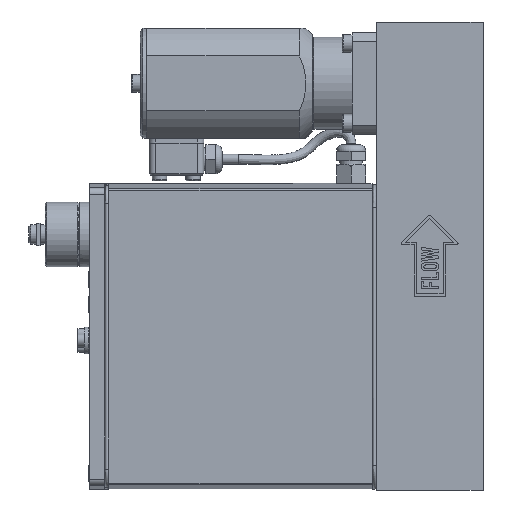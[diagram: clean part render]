
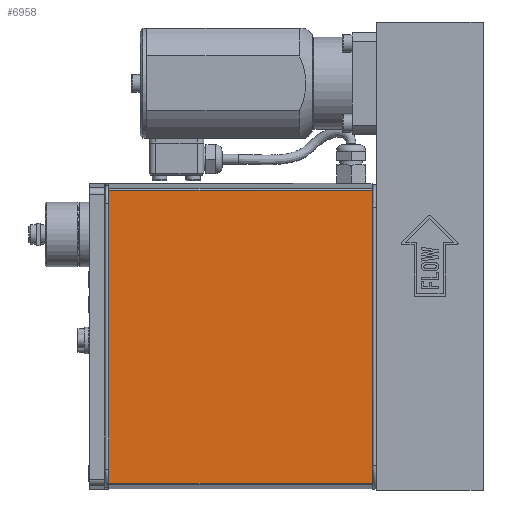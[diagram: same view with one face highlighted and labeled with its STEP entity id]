
A CAD part, left-side view. The second image highlights one B-rep face of the part: STEP entity #6958.
In plain terms, the highlighted planar face has unit normal (-1, 0, 0).
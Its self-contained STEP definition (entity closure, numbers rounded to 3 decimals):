
#535=PLANE('',#7410);
#878=FACE_OUTER_BOUND('',#1276,.T.);
#1276=EDGE_LOOP('',(#5030,#5031,#5032,#5033));
#1739=LINE('',#10193,#2317);
#1742=LINE('',#10291,#2320);
#1752=LINE('',#10411,#2330);
#1753=LINE('',#10412,#2331);
#2317=VECTOR('',#8198,10.);
#2320=VECTOR('',#8231,10.);
#2330=VECTOR('',#8251,10.);
#2331=VECTOR('',#8252,10.);
#3227=VERTEX_POINT('',#10190);
#3228=VERTEX_POINT('',#10192);
#3247=VERTEX_POINT('',#10288);
#3248=VERTEX_POINT('',#10290);
#3931=EDGE_CURVE('',#3227,#3228,#1739,.T.);
#3951=EDGE_CURVE('',#3248,#3247,#1742,.T.);
#3970=EDGE_CURVE('',#3248,#3227,#1752,.T.);
#3971=EDGE_CURVE('',#3228,#3247,#1753,.T.);
#5030=ORIENTED_EDGE('',*,*,#3970,.F.);
#5031=ORIENTED_EDGE('',*,*,#3951,.T.);
#5032=ORIENTED_EDGE('',*,*,#3971,.F.);
#5033=ORIENTED_EDGE('',*,*,#3931,.F.);
#6958=ADVANCED_FACE('',(#878),#535,.T.);
#7410=AXIS2_PLACEMENT_3D('',#10410,#8249,#8250);
#8198=DIRECTION('',(0.,0.,1.));
#8231=DIRECTION('',(0.,0.,1.));
#8249=DIRECTION('center_axis',(-1.,0.,0.));
#8250=DIRECTION('ref_axis',(0.,-1.,0.));
#8251=DIRECTION('',(0.,1.,0.));
#8252=DIRECTION('',(0.,-1.,0.));
#10190=CARTESIAN_POINT('',(-17.,111.4,-92.873));
#10192=CARTESIAN_POINT('',(-17.,111.4,-2.127));
#10193=CARTESIAN_POINT('',(-17.,111.4,-1.717));
#10288=CARTESIAN_POINT('',(-17.,29.9,-2.127));
#10290=CARTESIAN_POINT('',(-17.,29.9,-92.873));
#10291=CARTESIAN_POINT('',(-17.,29.9,-93.283));
#10410=CARTESIAN_POINT('Origin',(-17.,29.9,-1.717));
#10411=CARTESIAN_POINT('',(-17.,29.9,-92.873));
#10412=CARTESIAN_POINT('',(-17.,29.9,-2.127));
